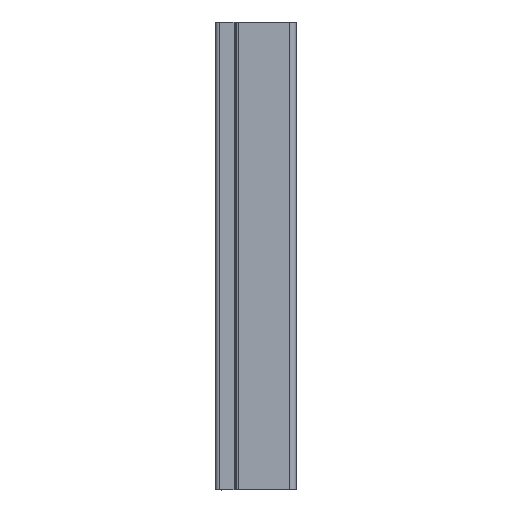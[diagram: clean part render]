
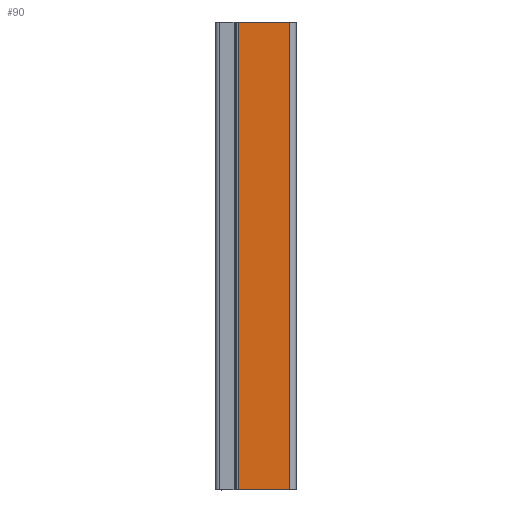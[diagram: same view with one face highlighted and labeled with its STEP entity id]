
A CAD part, left-side view. The second image highlights one B-rep face of the part: STEP entity #90.
In plain terms, the highlighted planar face has unit normal (-1, 0, 0).
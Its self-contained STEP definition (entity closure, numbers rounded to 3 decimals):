
#90 = ADVANCED_FACE ( 'NONE', ( #14120 ), #3226, .T. ) ;
#217 = DIRECTION ( 'NONE',  ( -1., 0., 0. ) ) ;
#323 = CARTESIAN_POINT ( 'NONE',  ( 931.353, 115.355, 0. ) ) ;
#578 = VECTOR ( 'NONE', #3662, 1000. ) ;
#1616 = LINE ( 'NONE', #4608, #6931 ) ;
#3226 = PLANE ( 'NONE',  #21964 ) ;
#3662 = DIRECTION ( 'NONE',  ( 0., 0., -1. ) ) ;
#4138 = LINE ( 'NONE', #14347, #13999 ) ;
#4608 = CARTESIAN_POINT ( 'NONE',  ( 931.353, -121.645, 0. ) ) ;
#4871 = EDGE_CURVE ( 'NONE', #6178, #8069, #11158, .T. ) ;
#5133 = ORIENTED_EDGE ( 'NONE', *, *, #8170, .F. ) ;
#5866 = EDGE_LOOP ( 'NONE', ( #7425, #20366, #5133, #24481 ) ) ;
#6178 = VERTEX_POINT ( 'NONE', #11109 ) ;
#6287 = VECTOR ( 'NONE', #24260, 1000. ) ;
#6931 = VECTOR ( 'NONE', #20325, 1000. ) ;
#7425 = ORIENTED_EDGE ( 'NONE', *, *, #8141, .F. ) ;
#8069 = VERTEX_POINT ( 'NONE', #12129 ) ;
#8141 = EDGE_CURVE ( 'NONE', #6178, #14149, #4138, .T. ) ;
#8170 = EDGE_CURVE ( 'NONE', #14206, #8069, #1616, .T. ) ;
#8207 = EDGE_CURVE ( 'NONE', #14149, #14206, #12173, .T. ) ;
#11109 = CARTESIAN_POINT ( 'NONE',  ( 931.353, 193.675, 350. ) ) ;
#11158 = LINE ( 'NONE', #11526, #578 ) ;
#11526 = CARTESIAN_POINT ( 'NONE',  ( 931.353, 193.675, 0. ) ) ;
#12129 = CARTESIAN_POINT ( 'NONE',  ( 931.353, 193.675, 0. ) ) ;
#12173 = LINE ( 'NONE', #22280, #6287 ) ;
#13999 = VECTOR ( 'NONE', #16325, 1000. ) ;
#14120 = FACE_OUTER_BOUND ( 'NONE', #5866, .T. ) ;
#14149 = VERTEX_POINT ( 'NONE', #22206 ) ;
#14192 = DIRECTION ( 'NONE',  ( 0., 0., 1. ) ) ;
#14206 = VERTEX_POINT ( 'NONE', #18538 ) ;
#14347 = CARTESIAN_POINT ( 'NONE',  ( 931.353, 173.261, 350. ) ) ;
#16325 = DIRECTION ( 'NONE',  ( 0., -1., 0. ) ) ;
#18538 = CARTESIAN_POINT ( 'NONE',  ( 931.353, 155.357, 0. ) ) ;
#20325 = DIRECTION ( 'NONE',  ( 0., 1., 0. ) ) ;
#20366 = ORIENTED_EDGE ( 'NONE', *, *, #4871, .T. ) ;
#21964 = AXIS2_PLACEMENT_3D ( 'NONE', #323, #217, #14192 ) ;
#22206 = CARTESIAN_POINT ( 'NONE',  ( 931.353, 155.357, 350. ) ) ;
#22280 = CARTESIAN_POINT ( 'NONE',  ( 931.353, 155.357, 0. ) ) ;
#24260 = DIRECTION ( 'NONE',  ( 0., 0., -1. ) ) ;
#24481 = ORIENTED_EDGE ( 'NONE', *, *, #8207, .F. ) ;
